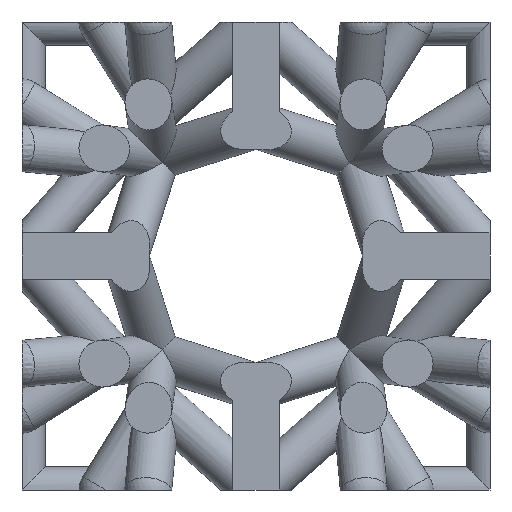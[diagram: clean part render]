
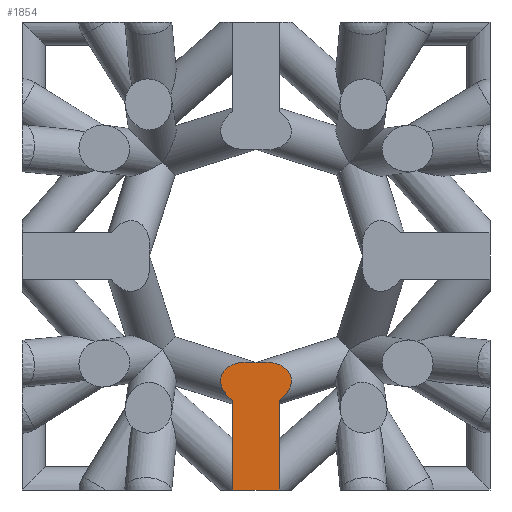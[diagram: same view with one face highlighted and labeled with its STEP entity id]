
A CAD part, front view. The second image highlights one B-rep face of the part: STEP entity #1854.
In plain terms, the highlighted planar face has unit normal (0, -1, 0).
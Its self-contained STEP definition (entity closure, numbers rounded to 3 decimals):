
#418 = CYLINDRICAL_SURFACE('',#419,0.5);
#419 = AXIS2_PLACEMENT_3D('',#420,#421,#422);
#420 = CARTESIAN_POINT('',(0.,-5.,-2.797));
#421 = DIRECTION('',(-0.729,0.644,0.23));
#422 = DIRECTION('',(-0.662,-0.749,0.));
#1118 = VERTEX_POINT('',#1119);
#1119 = CARTESIAN_POINT('',(-0.755,-5.,-2.663));
#1140 = EDGE_CURVE('',#1118,#1141,#1143,.T.);
#1141 = VERTEX_POINT('',#1142);
#1142 = CARTESIAN_POINT('',(0.,-5.,-2.283));
#1143 = SURFACE_CURVE('',#1144,(#1149,#1161),.PCURVE_S1.);
#1144 = ELLIPSE('',#1145,0.776,0.5);
#1145 = AXIS2_PLACEMENT_3D('',#1146,#1147,#1148);
#1146 = CARTESIAN_POINT('',(0.,-5.,-2.797));
#1147 = DIRECTION('',(-0.,1.,0.));
#1148 = DIRECTION('',(-0.954,-0.,0.3));
#1149 = PCURVE('',#418,#1150);
#1150 = DEFINITIONAL_REPRESENTATION('',(#1151),#1160);
#1151 = B_SPLINE_CURVE_WITH_KNOTS('',7,(#1152,#1153,#1154,#1155,#1156,
    #1157,#1158,#1159),.UNSPECIFIED.,.F.,.F.,(8,8),(6.083,
    7.854),.PIECEWISE_BEZIER_KNOTS.);
#1152 = CARTESIAN_POINT('',(0.,0.581));
#1153 = CARTESIAN_POINT('',(0.253,0.611));
#1154 = CARTESIAN_POINT('',(0.506,0.598));
#1155 = CARTESIAN_POINT('',(0.759,0.538));
#1156 = CARTESIAN_POINT('',(1.012,0.435));
#1157 = CARTESIAN_POINT('',(1.265,0.3));
#1158 = CARTESIAN_POINT('',(1.518,0.15));
#1159 = CARTESIAN_POINT('',(1.771,0.));
#1160 = ( GEOMETRIC_REPRESENTATION_CONTEXT(2) 
PARAMETRIC_REPRESENTATION_CONTEXT() REPRESENTATION_CONTEXT('2D SPACE',''
  ) );
#1161 = PCURVE('',#1162,#1167);
#1162 = PLANE('',#1163);
#1163 = AXIS2_PLACEMENT_3D('',#1164,#1165,#1166);
#1164 = CARTESIAN_POINT('',(-5.,-5.,-5.));
#1165 = DIRECTION('',(-0.,1.,0.));
#1166 = DIRECTION('',(0.,0.,1.));
#1167 = DEFINITIONAL_REPRESENTATION('',(#1168),#1172);
#1168 = ELLIPSE('',#1169,0.776,0.5);
#1169 = AXIS2_PLACEMENT_2D('',#1170,#1171);
#1170 = CARTESIAN_POINT('',(2.203,5.));
#1171 = DIRECTION('',(0.3,-0.954));
#1172 = ( GEOMETRIC_REPRESENTATION_CONTEXT(2) 
PARAMETRIC_REPRESENTATION_CONTEXT() REPRESENTATION_CONTEXT('2D SPACE',''
  ) );
#1196 = CYLINDRICAL_SURFACE('',#1197,0.5);
#1197 = AXIS2_PLACEMENT_3D('',#1198,#1199,#1200);
#1198 = CARTESIAN_POINT('',(0.,-5.,-2.797));
#1199 = DIRECTION('',(0.729,0.644,0.23));
#1200 = DIRECTION('',(-0.662,0.749,0.));
#1276 = VERTEX_POINT('',#1277);
#1277 = CARTESIAN_POINT('',(-0.5,-5.,-3.093));
#1298 = CYLINDRICAL_SURFACE('',#1299,0.5);
#1299 = AXIS2_PLACEMENT_3D('',#1300,#1301,#1302);
#1300 = CARTESIAN_POINT('',(0.,-5.,-5.));
#1301 = DIRECTION('',(0.,0.,1.));
#1302 = DIRECTION('',(1.,0.,-0.));
#1316 = EDGE_CURVE('',#1276,#1118,#1317,.T.);
#1317 = SURFACE_CURVE('',#1318,(#1323,#1335),.PCURVE_S1.);
#1318 = ELLIPSE('',#1319,0.776,0.5);
#1319 = AXIS2_PLACEMENT_3D('',#1320,#1321,#1322);
#1320 = CARTESIAN_POINT('',(0.,-5.,-2.797));
#1321 = DIRECTION('',(-0.,1.,0.));
#1322 = DIRECTION('',(-0.954,-0.,0.3));
#1323 = PCURVE('',#418,#1324);
#1324 = DEFINITIONAL_REPRESENTATION('',(#1325),#1334);
#1325 = B_SPLINE_CURVE_WITH_KNOTS('',7,(#1326,#1327,#1328,#1329,#1330,
    #1331,#1332,#1333),.UNSPECIFIED.,.F.,.F.,(8,8),(4.712,
    6.083),.PIECEWISE_BEZIER_KNOTS.);
#1326 = CARTESIAN_POINT('',(4.913,0.));
#1327 = CARTESIAN_POINT('',(5.108,0.116));
#1328 = CARTESIAN_POINT('',(5.304,0.232));
#1329 = CARTESIAN_POINT('',(5.5,0.341));
#1330 = CARTESIAN_POINT('',(5.696,0.436));
#1331 = CARTESIAN_POINT('',(5.892,0.509));
#1332 = CARTESIAN_POINT('',(6.087,0.558));
#1333 = CARTESIAN_POINT('',(6.283,0.581));
#1334 = ( GEOMETRIC_REPRESENTATION_CONTEXT(2) 
PARAMETRIC_REPRESENTATION_CONTEXT() REPRESENTATION_CONTEXT('2D SPACE',''
  ) );
#1335 = PCURVE('',#1162,#1336);
#1336 = DEFINITIONAL_REPRESENTATION('',(#1337),#1341);
#1337 = ELLIPSE('',#1338,0.776,0.5);
#1338 = AXIS2_PLACEMENT_2D('',#1339,#1340);
#1339 = CARTESIAN_POINT('',(2.203,5.));
#1340 = DIRECTION('',(0.3,-0.954));
#1341 = ( GEOMETRIC_REPRESENTATION_CONTEXT(2) 
PARAMETRIC_REPRESENTATION_CONTEXT() REPRESENTATION_CONTEXT('2D SPACE',''
  ) );
#1854 = ADVANCED_FACE('',(#1855),#1162,.F.);
#1855 = FACE_BOUND('',#1856,.F.);
#1856 = EDGE_LOOP('',(#1857,#1887,#1906,#1907,#1908,#1938));
#1857 = ORIENTED_EDGE('',*,*,#1858,.F.);
#1858 = EDGE_CURVE('',#1859,#1861,#1863,.T.);
#1859 = VERTEX_POINT('',#1860);
#1860 = CARTESIAN_POINT('',(-0.5,-5.,-5.));
#1861 = VERTEX_POINT('',#1862);
#1862 = CARTESIAN_POINT('',(0.5,-5.,-5.));
#1863 = SURFACE_CURVE('',#1864,(#1868,#1875),.PCURVE_S1.);
#1864 = LINE('',#1865,#1866);
#1865 = CARTESIAN_POINT('',(-5.,-5.,-5.));
#1866 = VECTOR('',#1867,1.);
#1867 = DIRECTION('',(1.,0.,-0.));
#1868 = PCURVE('',#1162,#1869);
#1869 = DEFINITIONAL_REPRESENTATION('',(#1870),#1874);
#1870 = LINE('',#1871,#1872);
#1871 = CARTESIAN_POINT('',(0.,0.));
#1872 = VECTOR('',#1873,1.);
#1873 = DIRECTION('',(0.,1.));
#1874 = ( GEOMETRIC_REPRESENTATION_CONTEXT(2) 
PARAMETRIC_REPRESENTATION_CONTEXT() REPRESENTATION_CONTEXT('2D SPACE',''
  ) );
#1875 = PCURVE('',#1876,#1881);
#1876 = PLANE('',#1877);
#1877 = AXIS2_PLACEMENT_3D('',#1878,#1879,#1880);
#1878 = CARTESIAN_POINT('',(-5.,-5.,-5.));
#1879 = DIRECTION('',(0.,0.,1.));
#1880 = DIRECTION('',(1.,0.,-0.));
#1881 = DEFINITIONAL_REPRESENTATION('',(#1882),#1886);
#1882 = LINE('',#1883,#1884);
#1883 = CARTESIAN_POINT('',(0.,0.));
#1884 = VECTOR('',#1885,1.);
#1885 = DIRECTION('',(1.,0.));
#1886 = ( GEOMETRIC_REPRESENTATION_CONTEXT(2) 
PARAMETRIC_REPRESENTATION_CONTEXT() REPRESENTATION_CONTEXT('2D SPACE',''
  ) );
#1887 = ORIENTED_EDGE('',*,*,#1888,.T.);
#1888 = EDGE_CURVE('',#1859,#1276,#1889,.T.);
#1889 = SURFACE_CURVE('',#1890,(#1894,#1900),.PCURVE_S1.);
#1890 = LINE('',#1891,#1892);
#1891 = CARTESIAN_POINT('',(-0.5,-5.,-5.));
#1892 = VECTOR('',#1893,1.);
#1893 = DIRECTION('',(0.,0.,1.));
#1894 = PCURVE('',#1162,#1895);
#1895 = DEFINITIONAL_REPRESENTATION('',(#1896),#1899);
#1896 = B_SPLINE_CURVE_WITH_KNOTS('',1,(#1897,#1898),.UNSPECIFIED.,.F.,
  .F.,(2,2),(0.,2.203),
  .PIECEWISE_BEZIER_KNOTS.);
#1897 = CARTESIAN_POINT('',(0.,4.5));
#1898 = CARTESIAN_POINT('',(2.203,4.5));
#1899 = ( GEOMETRIC_REPRESENTATION_CONTEXT(2) 
PARAMETRIC_REPRESENTATION_CONTEXT() REPRESENTATION_CONTEXT('2D SPACE',''
  ) );
#1900 = PCURVE('',#1298,#1901);
#1901 = DEFINITIONAL_REPRESENTATION('',(#1902),#1905);
#1902 = B_SPLINE_CURVE_WITH_KNOTS('',1,(#1903,#1904),.UNSPECIFIED.,.F.,
  .F.,(2,2),(0.,2.203),
  .PIECEWISE_BEZIER_KNOTS.);
#1903 = CARTESIAN_POINT('',(3.142,0.));
#1904 = CARTESIAN_POINT('',(3.142,2.203));
#1905 = ( GEOMETRIC_REPRESENTATION_CONTEXT(2) 
PARAMETRIC_REPRESENTATION_CONTEXT() REPRESENTATION_CONTEXT('2D SPACE',''
  ) );
#1906 = ORIENTED_EDGE('',*,*,#1316,.T.);
#1907 = ORIENTED_EDGE('',*,*,#1140,.T.);
#1908 = ORIENTED_EDGE('',*,*,#1909,.T.);
#1909 = EDGE_CURVE('',#1141,#1910,#1912,.T.);
#1910 = VERTEX_POINT('',#1911);
#1911 = CARTESIAN_POINT('',(0.5,-5.,-3.093));
#1912 = SURFACE_CURVE('',#1913,(#1918,#1925),.PCURVE_S1.);
#1913 = ELLIPSE('',#1914,0.776,0.5);
#1914 = AXIS2_PLACEMENT_3D('',#1915,#1916,#1917);
#1915 = CARTESIAN_POINT('',(0.,-5.,-2.797));
#1916 = DIRECTION('',(-0.,1.,0.));
#1917 = DIRECTION('',(0.954,0.,0.3));
#1918 = PCURVE('',#1162,#1919);
#1919 = DEFINITIONAL_REPRESENTATION('',(#1920),#1924);
#1920 = ELLIPSE('',#1921,0.776,0.5);
#1921 = AXIS2_PLACEMENT_2D('',#1922,#1923);
#1922 = CARTESIAN_POINT('',(2.203,5.));
#1923 = DIRECTION('',(0.3,0.954));
#1924 = ( GEOMETRIC_REPRESENTATION_CONTEXT(2) 
PARAMETRIC_REPRESENTATION_CONTEXT() REPRESENTATION_CONTEXT('2D SPACE',''
  ) );
#1925 = PCURVE('',#1196,#1926);
#1926 = DEFINITIONAL_REPRESENTATION('',(#1927),#1937);
#1927 = B_SPLINE_CURVE_WITH_KNOTS('',8,(#1928,#1929,#1930,#1931,#1932,
    #1933,#1934,#1935,#1936),.UNSPECIFIED.,.F.,.F.,(9,9),(4.712
    ,7.854),.PIECEWISE_BEZIER_KNOTS.);
#1928 = CARTESIAN_POINT('',(1.371,0.));
#1929 = CARTESIAN_POINT('',(1.763,0.233));
#1930 = CARTESIAN_POINT('',(2.156,0.466));
#1931 = CARTESIAN_POINT('',(2.549,0.644));
#1932 = CARTESIAN_POINT('',(2.941,0.713));
#1933 = CARTESIAN_POINT('',(3.334,0.644));
#1934 = CARTESIAN_POINT('',(3.727,0.466));
#1935 = CARTESIAN_POINT('',(4.12,0.233));
#1936 = CARTESIAN_POINT('',(4.512,0.));
#1937 = ( GEOMETRIC_REPRESENTATION_CONTEXT(2) 
PARAMETRIC_REPRESENTATION_CONTEXT() REPRESENTATION_CONTEXT('2D SPACE',''
  ) );
#1938 = ORIENTED_EDGE('',*,*,#1939,.F.);
#1939 = EDGE_CURVE('',#1861,#1910,#1940,.T.);
#1940 = SURFACE_CURVE('',#1941,(#1945,#1952),.PCURVE_S1.);
#1941 = LINE('',#1942,#1943);
#1942 = CARTESIAN_POINT('',(0.5,-5.,-5.));
#1943 = VECTOR('',#1944,1.);
#1944 = DIRECTION('',(0.,0.,1.));
#1945 = PCURVE('',#1162,#1946);
#1946 = DEFINITIONAL_REPRESENTATION('',(#1947),#1951);
#1947 = LINE('',#1948,#1949);
#1948 = CARTESIAN_POINT('',(0.,5.5));
#1949 = VECTOR('',#1950,1.);
#1950 = DIRECTION('',(1.,0.));
#1951 = ( GEOMETRIC_REPRESENTATION_CONTEXT(2) 
PARAMETRIC_REPRESENTATION_CONTEXT() REPRESENTATION_CONTEXT('2D SPACE',''
  ) );
#1952 = PCURVE('',#1298,#1953);
#1953 = DEFINITIONAL_REPRESENTATION('',(#1954),#1958);
#1954 = LINE('',#1955,#1956);
#1955 = CARTESIAN_POINT('',(0.,-0.));
#1956 = VECTOR('',#1957,1.);
#1957 = DIRECTION('',(0.,1.));
#1958 = ( GEOMETRIC_REPRESENTATION_CONTEXT(2) 
PARAMETRIC_REPRESENTATION_CONTEXT() REPRESENTATION_CONTEXT('2D SPACE',''
  ) );
